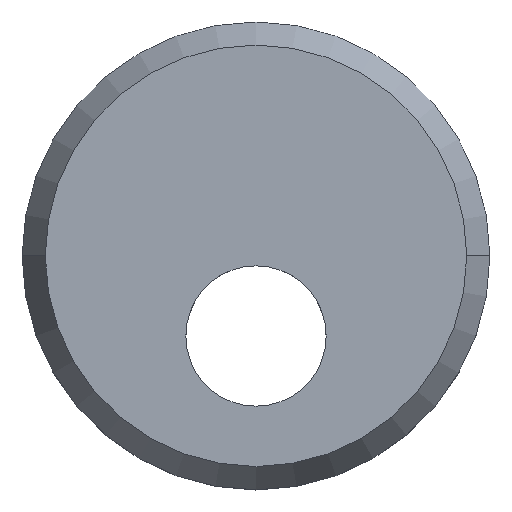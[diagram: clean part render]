
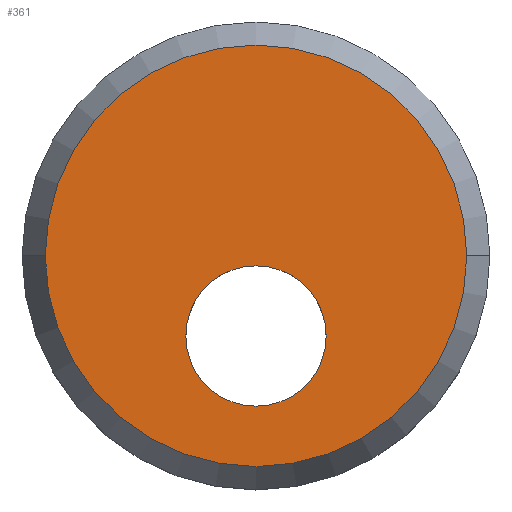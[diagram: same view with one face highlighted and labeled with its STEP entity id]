
A CAD part, top view. The second image highlights one B-rep face of the part: STEP entity #361.
In plain terms, the highlighted planar face has unit normal (0, 0, 1).
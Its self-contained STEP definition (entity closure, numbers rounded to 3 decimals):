
#2 = DIRECTION ( 'NONE',  ( 0., 0., -1. ) ) ;
#9 = DIRECTION ( 'NONE',  ( -1., 0., 0. ) ) ;
#14 = DIRECTION ( 'NONE',  ( 1., 0., 0. ) ) ;
#21 = PLANE ( 'NONE',  #252 ) ;
#29 = CARTESIAN_POINT ( 'NONE',  ( 0., 0., 0. ) ) ;
#31 = DIRECTION ( 'NONE',  ( 0., 0., 1. ) ) ;
#83 = EDGE_LOOP ( 'NONE', ( #158, #152 ) ) ;
#86 = ORIENTED_EDGE ( 'NONE', *, *, #326, .T. ) ;
#87 = DIRECTION ( 'NONE',  ( -1., 0., 0. ) ) ;
#88 = DIRECTION ( 'NONE',  ( 0., 0., -1. ) ) ;
#90 = CARTESIAN_POINT ( 'NONE',  ( 0., -6., 0. ) ) ;
#92 = DIRECTION ( 'NONE',  ( 0., 0., 1. ) ) ;
#93 = DIRECTION ( 'NONE',  ( 1., 0., 0. ) ) ;
#95 = CARTESIAN_POINT ( 'NONE',  ( 0., 0., 0. ) ) ;
#104 = CARTESIAN_POINT ( 'NONE',  ( -15.768, 0., 0. ) ) ;
#105 = CARTESIAN_POINT ( 'NONE',  ( 5.25, -6., 0. ) ) ;
#110 = CARTESIAN_POINT ( 'NONE',  ( -5.25, -6., 0. ) ) ;
#116 = CARTESIAN_POINT ( 'NONE',  ( 15.768, 0., 0. ) ) ;
#120 = VERTEX_POINT ( 'NONE', #110 ) ;
#126 = VERTEX_POINT ( 'NONE', #105 ) ;
#128 = VERTEX_POINT ( 'NONE', #116 ) ;
#129 = VERTEX_POINT ( 'NONE', #104 ) ;
#150 = ORIENTED_EDGE ( 'NONE', *, *, #317, .T. ) ;
#152 = ORIENTED_EDGE ( 'NONE', *, *, #336, .T. ) ;
#158 = ORIENTED_EDGE ( 'NONE', *, *, #318, .T. ) ;
#196 = EDGE_LOOP ( 'NONE', ( #150, #86 ) ) ;
#197 = CARTESIAN_POINT ( 'NONE',  ( 0., 0., 0. ) ) ;
#198 = DIRECTION ( 'NONE',  ( 0., 0., 1. ) ) ;
#199 = DIRECTION ( 'NONE',  ( 1., 0., 0. ) ) ;
#222 = CARTESIAN_POINT ( 'NONE',  ( 0., -6., 0. ) ) ;
#234 = AXIS2_PLACEMENT_3D ( 'NONE', #95, #92, #93 ) ;
#252 = AXIS2_PLACEMENT_3D ( 'NONE', #29, #31, #14 ) ;
#253 = AXIS2_PLACEMENT_3D ( 'NONE', #222, #2, #9 ) ;
#258 = FACE_OUTER_BOUND ( 'NONE', #196, .T. ) ;
#284 = AXIS2_PLACEMENT_3D ( 'NONE', #90, #88, #87 ) ;
#302 = FACE_BOUND ( 'NONE', #83, .T. ) ;
#304 = AXIS2_PLACEMENT_3D ( 'NONE', #197, #198, #199 ) ;
#314 = CIRCLE ( 'NONE', #234, 15.768 ) ;
#317 = EDGE_CURVE ( 'NONE', #129, #128, #314, .T. ) ;
#318 = EDGE_CURVE ( 'NONE', #120, #126, #354, .T. ) ;
#326 = EDGE_CURVE ( 'NONE', #128, #129, #350, .T. ) ;
#336 = EDGE_CURVE ( 'NONE', #126, #120, #360, .T. ) ;
#350 = CIRCLE ( 'NONE', #304, 15.768 ) ;
#354 = CIRCLE ( 'NONE', #284, 5.25 ) ;
#360 = CIRCLE ( 'NONE', #253, 5.25 ) ;
#361 = ADVANCED_FACE ( 'NONE', ( #302, #258 ), #21, .T. ) ;
